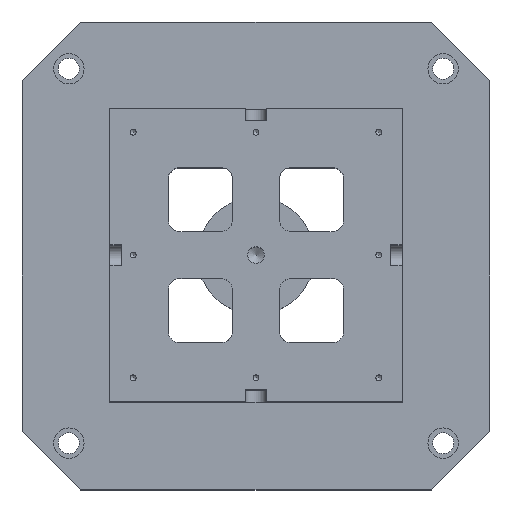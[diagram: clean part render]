
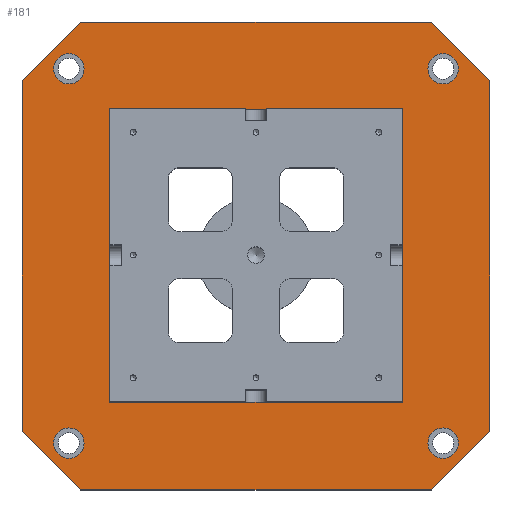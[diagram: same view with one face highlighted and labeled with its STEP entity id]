
A CAD part, top view. The second image highlights one B-rep face of the part: STEP entity #181.
In plain terms, the highlighted planar face has unit normal (0, 0, 1).
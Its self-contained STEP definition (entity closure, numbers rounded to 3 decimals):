
#181 = ADVANCED_FACE( '', ( #968, #969, #970, #971, #972, #973 ), #974, .F. );
#968 = FACE_BOUND( '', #2371, .T. );
#969 = FACE_BOUND( '', #2372, .T. );
#970 = FACE_BOUND( '', #2373, .T. );
#971 = FACE_BOUND( '', #2374, .T. );
#972 = FACE_OUTER_BOUND( '', #2375, .T. );
#973 = FACE_BOUND( '', #2376, .T. );
#974 = PLANE( '', #2377 );
#2371 = EDGE_LOOP( '', ( #4622 ) );
#2372 = EDGE_LOOP( '', ( #4623 ) );
#2373 = EDGE_LOOP( '', ( #4624 ) );
#2374 = EDGE_LOOP( '', ( #4625 ) );
#2375 = EDGE_LOOP( '', ( #4626, #4627, #4628, #4629, #4630, #4631, #4632, #4633 ) );
#2376 = EDGE_LOOP( '', ( #4634, #4635, #4636, #4637 ) );
#2377 = AXIS2_PLACEMENT_3D( '', #4638, #4639, #4640 );
#4622 = ORIENTED_EDGE( '', *, *, #9486, .T. );
#4623 = ORIENTED_EDGE( '', *, *, #9487, .T. );
#4624 = ORIENTED_EDGE( '', *, *, #9488, .T. );
#4625 = ORIENTED_EDGE( '', *, *, #9489, .T. );
#4626 = ORIENTED_EDGE( '', *, *, #9490, .T. );
#4627 = ORIENTED_EDGE( '', *, *, #9491, .T. );
#4628 = ORIENTED_EDGE( '', *, *, #9492, .T. );
#4629 = ORIENTED_EDGE( '', *, *, #8946, .T. );
#4630 = ORIENTED_EDGE( '', *, *, #9493, .T. );
#4631 = ORIENTED_EDGE( '', *, *, #9494, .T. );
#4632 = ORIENTED_EDGE( '', *, *, #9495, .T. );
#4633 = ORIENTED_EDGE( '', *, *, #9496, .T. );
#4634 = ORIENTED_EDGE( '', *, *, #9084, .F. );
#4635 = ORIENTED_EDGE( '', *, *, #9207, .F. );
#4636 = ORIENTED_EDGE( '', *, *, #9043, .F. );
#4637 = ORIENTED_EDGE( '', *, *, #9123, .F. );
#4638 = CARTESIAN_POINT( '', ( -200., 200., 50. ) );
#4639 = DIRECTION( '', ( 0., 0., -1. ) );
#4640 = DIRECTION( '', ( -1., 0., 0. ) );
#8946 = EDGE_CURVE( '', #10658, #10659, #10660, .F. );
#9043 = EDGE_CURVE( '', #10843, #10845, #10846, .T. );
#9084 = EDGE_CURVE( '', #10918, #10920, #10921, .T. );
#9123 = EDGE_CURVE( '', #10920, #10843, #10989, .T. );
#9207 = EDGE_CURVE( '', #10845, #10918, #11135, .T. );
#9486 = EDGE_CURVE( '', #11628, #11628, #11629, .T. );
#9487 = EDGE_CURVE( '', #11630, #11630, #11631, .T. );
#9488 = EDGE_CURVE( '', #11632, #11632, #11633, .T. );
#9489 = EDGE_CURVE( '', #11634, #11634, #11635, .T. );
#9490 = EDGE_CURVE( '', #11636, #11637, #11638, .T. );
#9491 = EDGE_CURVE( '', #11637, #11639, #11640, .F. );
#9492 = EDGE_CURVE( '', #11639, #10658, #11641, .T. );
#9493 = EDGE_CURVE( '', #10659, #11642, #11643, .T. );
#9494 = EDGE_CURVE( '', #11642, #11644, #11645, .F. );
#9495 = EDGE_CURVE( '', #11644, #11646, #11647, .T. );
#9496 = EDGE_CURVE( '', #11646, #11636, #11648, .F. );
#10658 = VERTEX_POINT( '', #13426 );
#10659 = VERTEX_POINT( '', #13427 );
#10660 = LINE( '', #13428, #13429 );
#10843 = VERTEX_POINT( '', #13680 );
#10845 = VERTEX_POINT( '', #13683 );
#10846 = LINE( '', #13684, #13685 );
#10918 = VERTEX_POINT( '', #13795 );
#10920 = VERTEX_POINT( '', #13798 );
#10921 = LINE( '', #13799, #13800 );
#10989 = LINE( '', #13905, #13906 );
#11135 = LINE( '', #14133, #14134 );
#11628 = VERTEX_POINT( '', #14903 );
#11629 = CIRCLE( '', #14904, 13. );
#11630 = VERTEX_POINT( '', #14905 );
#11631 = CIRCLE( '', #14906, 13. );
#11632 = VERTEX_POINT( '', #14907 );
#11633 = CIRCLE( '', #14908, 13. );
#11634 = VERTEX_POINT( '', #14909 );
#11635 = CIRCLE( '', #14910, 13. );
#11636 = VERTEX_POINT( '', #14911 );
#11637 = VERTEX_POINT( '', #14912 );
#11638 = LINE( '', #14913, #14914 );
#11639 = VERTEX_POINT( '', #14915 );
#11640 = LINE( '', #14916, #14917 );
#11641 = LINE( '', #14918, #14919 );
#11642 = VERTEX_POINT( '', #14920 );
#11643 = LINE( '', #14921, #14922 );
#11644 = VERTEX_POINT( '', #14923 );
#11645 = LINE( '', #14924, #14925 );
#11646 = VERTEX_POINT( '', #14926 );
#11647 = LINE( '', #14927, #14928 );
#11648 = LINE( '', #14929, #14930 );
#13426 = CARTESIAN_POINT( '', ( -200., -150., 50. ) );
#13427 = CARTESIAN_POINT( '', ( -150., -200., 50. ) );
#13428 = CARTESIAN_POINT( '', ( -150., -200., 50. ) );
#13429 = VECTOR( '', #17630, 1000. );
#13680 = CARTESIAN_POINT( '', ( 125., -125., 50. ) );
#13683 = CARTESIAN_POINT( '', ( 125., 125., 50. ) );
#13684 = CARTESIAN_POINT( '', ( 125., 200., 50. ) );
#13685 = VECTOR( '', #17781, 1000. );
#13795 = CARTESIAN_POINT( '', ( -125., 125., 50. ) );
#13798 = CARTESIAN_POINT( '', ( -125., -125., 50. ) );
#13799 = CARTESIAN_POINT( '', ( -125., 200., 50. ) );
#13800 = VECTOR( '', #17824, 1000. );
#13905 = CARTESIAN_POINT( '', ( -200., -125., 50. ) );
#13906 = VECTOR( '', #17865, 1000. );
#14133 = CARTESIAN_POINT( '', ( -200., 125., 50. ) );
#14134 = VECTOR( '', #17953, 1000. );
#14903 = CARTESIAN_POINT( '', ( -160., -173., 50. ) );
#14904 = AXIS2_PLACEMENT_3D( '', #18236, #18237, #18238 );
#14905 = CARTESIAN_POINT( '', ( 160., -173., 50. ) );
#14906 = AXIS2_PLACEMENT_3D( '', #18239, #18240, #18241 );
#14907 = CARTESIAN_POINT( '', ( 160., 147., 50. ) );
#14908 = AXIS2_PLACEMENT_3D( '', #18242, #18243, #18244 );
#14909 = CARTESIAN_POINT( '', ( -160., 147., 50. ) );
#14910 = AXIS2_PLACEMENT_3D( '', #18245, #18246, #18247 );
#14911 = CARTESIAN_POINT( '', ( 150., 200., 50. ) );
#14912 = CARTESIAN_POINT( '', ( -150., 200., 50. ) );
#14913 = CARTESIAN_POINT( '', ( 200., 200., 50. ) );
#14914 = VECTOR( '', #18248, 1000. );
#14915 = CARTESIAN_POINT( '', ( -200., 150., 50. ) );
#14916 = CARTESIAN_POINT( '', ( -200., 150., 50. ) );
#14917 = VECTOR( '', #18249, 1000. );
#14918 = CARTESIAN_POINT( '', ( -200., 200., 50. ) );
#14919 = VECTOR( '', #18250, 1000. );
#14920 = CARTESIAN_POINT( '', ( 150., -200., 50. ) );
#14921 = CARTESIAN_POINT( '', ( -200., -200., 50. ) );
#14922 = VECTOR( '', #18251, 1000. );
#14923 = CARTESIAN_POINT( '', ( 200., -150., 50. ) );
#14924 = CARTESIAN_POINT( '', ( 200., -150., 50. ) );
#14925 = VECTOR( '', #18252, 1000. );
#14926 = CARTESIAN_POINT( '', ( 200., 150., 50. ) );
#14927 = CARTESIAN_POINT( '', ( 200., -200., 50. ) );
#14928 = VECTOR( '', #18253, 1000. );
#14929 = CARTESIAN_POINT( '', ( 150., 200., 50. ) );
#14930 = VECTOR( '', #18254, 1000. );
#17630 = DIRECTION( '', ( -0.707, 0.707, 0. ) );
#17781 = DIRECTION( '', ( 0., 1., 0. ) );
#17824 = DIRECTION( '', ( 0., -1., 0. ) );
#17865 = DIRECTION( '', ( 1., 0., 0. ) );
#17953 = DIRECTION( '', ( -1., 0., 0. ) );
#18236 = CARTESIAN_POINT( '', ( -160., -160., 50. ) );
#18237 = DIRECTION( '', ( 0., 0., -1. ) );
#18238 = DIRECTION( '', ( 0., -1., 0. ) );
#18239 = CARTESIAN_POINT( '', ( 160., -160., 50. ) );
#18240 = DIRECTION( '', ( 0., 0., -1. ) );
#18241 = DIRECTION( '', ( 0., -1., 0. ) );
#18242 = CARTESIAN_POINT( '', ( 160., 160., 50. ) );
#18243 = DIRECTION( '', ( 0., 0., -1. ) );
#18244 = DIRECTION( '', ( 0., -1., 0. ) );
#18245 = CARTESIAN_POINT( '', ( -160., 160., 50. ) );
#18246 = DIRECTION( '', ( 0., 0., -1. ) );
#18247 = DIRECTION( '', ( 0., -1., 0. ) );
#18248 = DIRECTION( '', ( -1., 0., 0. ) );
#18249 = DIRECTION( '', ( 0.707, 0.707, 0. ) );
#18250 = DIRECTION( '', ( 0., -1., 0. ) );
#18251 = DIRECTION( '', ( 1., 0., 0. ) );
#18252 = DIRECTION( '', ( -0.707, -0.707, 0. ) );
#18253 = DIRECTION( '', ( 0., 1., 0. ) );
#18254 = DIRECTION( '', ( 0.707, -0.707, 0. ) );
